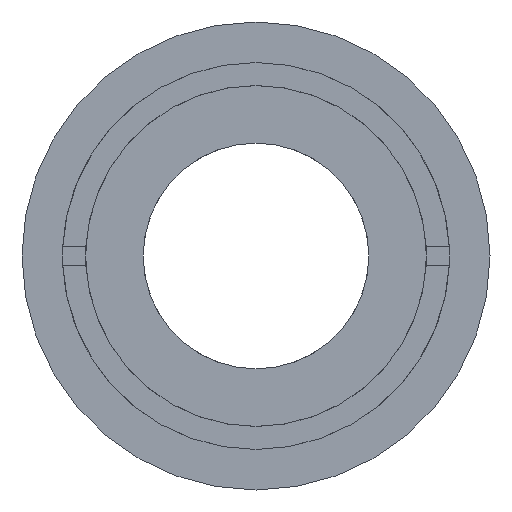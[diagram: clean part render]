
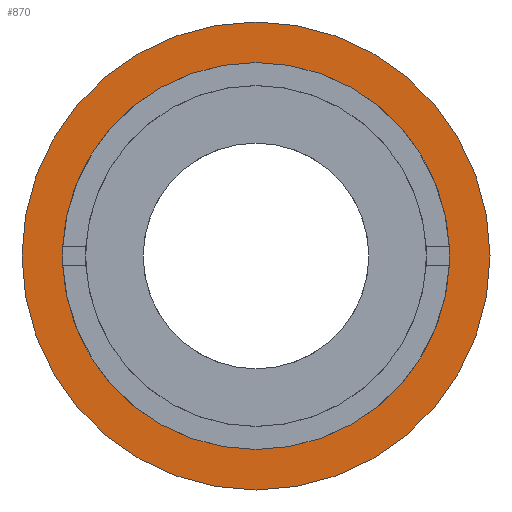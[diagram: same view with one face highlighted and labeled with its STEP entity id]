
A CAD part, front view. The second image highlights one B-rep face of the part: STEP entity #870.
In plain terms, the highlighted planar face has unit normal (0, -1, 0).
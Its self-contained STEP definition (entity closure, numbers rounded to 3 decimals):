
#80 = VERTEX_POINT ( 'NONE', #885 ) ;
#81 = ORIENTED_EDGE ( 'NONE', *, *, #1210, .T. ) ;
#106 = AXIS2_PLACEMENT_3D ( 'NONE', #1214, #1327, #521 ) ;
#170 = CARTESIAN_POINT ( 'NONE',  ( 0., 5., 0. ) ) ;
#257 = ORIENTED_EDGE ( 'NONE', *, *, #1321, .F. ) ;
#293 = CARTESIAN_POINT ( 'NONE',  ( 0., 5., -20.5 ) ) ;
#341 = CIRCLE ( 'NONE', #729, 25.4 ) ;
#350 = DIRECTION ( 'NONE',  ( 0., 0., -1. ) ) ;
#373 = CARTESIAN_POINT ( 'NONE',  ( 0., 5., 0. ) ) ;
#379 = CARTESIAN_POINT ( 'NONE',  ( -25.4, 5., 0. ) ) ;
#389 = CARTESIAN_POINT ( 'NONE',  ( 0., 5., 25.4 ) ) ;
#407 = CIRCLE ( 'NONE', #106, 20.5 ) ;
#456 = PLANE ( 'NONE',  #1220 ) ;
#470 = AXIS2_PLACEMENT_3D ( 'NONE', #170, #1224, #1027 ) ;
#511 = VERTEX_POINT ( 'NONE', #389 ) ;
#521 = DIRECTION ( 'NONE',  ( 0., 0., 1. ) ) ;
#614 = CIRCLE ( 'NONE', #992, 25.4 ) ;
#634 = VERTEX_POINT ( 'NONE', #293 ) ;
#648 = ORIENTED_EDGE ( 'NONE', *, *, #798, .F. ) ;
#698 = EDGE_CURVE ( 'NONE', #808, #634, #407, .T. ) ;
#726 = FACE_BOUND ( 'NONE', #1177, .T. ) ;
#729 = AXIS2_PLACEMENT_3D ( 'NONE', #373, #880, #1092 ) ;
#742 = CARTESIAN_POINT ( 'NONE',  ( 0., 5., 20.5 ) ) ;
#798 = EDGE_CURVE ( 'NONE', #80, #511, #614, .T. ) ;
#808 = VERTEX_POINT ( 'NONE', #742 ) ;
#870 = ADVANCED_FACE ( 'NONE', ( #726, #1111 ), #456, .T. ) ;
#880 = DIRECTION ( 'NONE',  ( 0., 1., 0. ) ) ;
#885 = CARTESIAN_POINT ( 'NONE',  ( 0., 5., -25.4 ) ) ;
#934 = DIRECTION ( 'NONE',  ( 0., 1., 0. ) ) ;
#992 = AXIS2_PLACEMENT_3D ( 'NONE', #1031, #934, #1285 ) ;
#1027 = DIRECTION ( 'NONE',  ( 0., 0., 1. ) ) ;
#1031 = CARTESIAN_POINT ( 'NONE',  ( 0., 5., 0. ) ) ;
#1045 = DIRECTION ( 'NONE',  ( 0., -1., 0. ) ) ;
#1050 = CIRCLE ( 'NONE', #470, 20.5 ) ;
#1067 = ORIENTED_EDGE ( 'NONE', *, *, #698, .T. ) ;
#1086 = EDGE_LOOP ( 'NONE', ( #257, #648 ) ) ;
#1092 = DIRECTION ( 'NONE',  ( 0., 0., 1. ) ) ;
#1111 = FACE_OUTER_BOUND ( 'NONE', #1086, .T. ) ;
#1177 = EDGE_LOOP ( 'NONE', ( #1067, #81 ) ) ;
#1210 = EDGE_CURVE ( 'NONE', #634, #808, #1050, .T. ) ;
#1214 = CARTESIAN_POINT ( 'NONE',  ( 0., 5., 0. ) ) ;
#1220 = AXIS2_PLACEMENT_3D ( 'NONE', #379, #1045, #350 ) ;
#1224 = DIRECTION ( 'NONE',  ( 0., 1., 0. ) ) ;
#1285 = DIRECTION ( 'NONE',  ( 0., 0., 1. ) ) ;
#1321 = EDGE_CURVE ( 'NONE', #511, #80, #341, .T. ) ;
#1327 = DIRECTION ( 'NONE',  ( 0., 1., 0. ) ) ;
